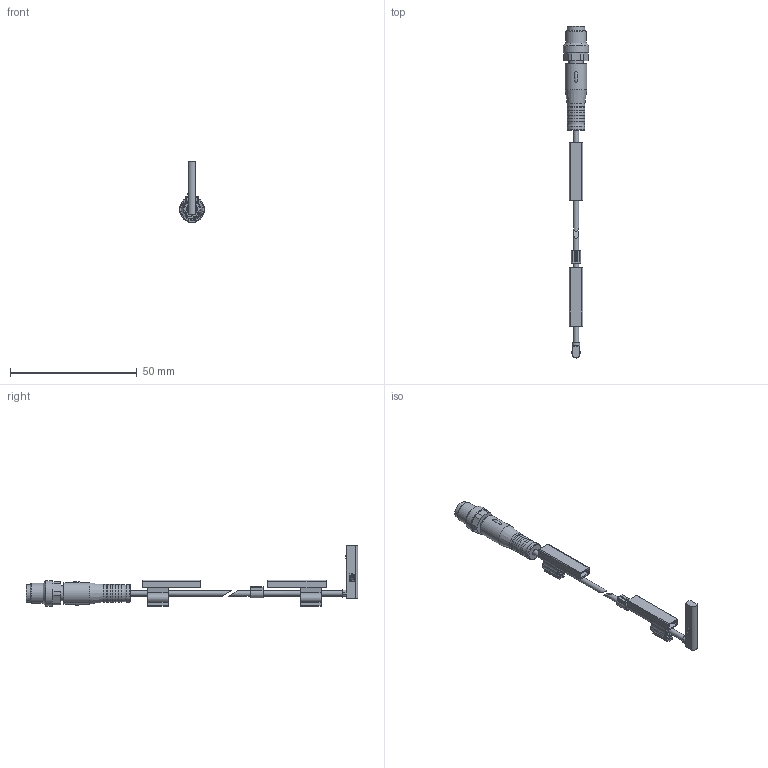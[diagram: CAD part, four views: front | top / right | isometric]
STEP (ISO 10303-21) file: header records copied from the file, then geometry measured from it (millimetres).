
FILE_DESCRIPTION(/* description */ ('STEP AP214'),/* implementation_level */ '2;1');
FILE_NAME(/* name */ '551376_SMT-10M-PS-24V-E-03-Q-M8D',/* time_stamp */ '2024-09-10T15:00:15+02:00',/* author */ ('License CC BY-ND 4.0'),/* organization */ ('CADENAS'),/* preprocessor_version */ 'ST-DEVELOPER v19.3',/* originating_system */ 'PARTsolutions',/* authorisation */ ' ');
FILE_SCHEMA (('AUTOMOTIVE_DESIGN {1 0 10303 214 3 1 1}'));
Length unit declared in the file: millimetre
Products named in the file (5): 551376 SMT-10M-PS-24V-E-0,3-Q-M8D; 551376 SMT-10M-PS-24V-E-0.3-Q-M8D; 1247168 ASCF-M-23-S DM 2.1-3.4; 534255 SMBK-10; SMT-10M-M8D
Assembly tree (5 placements, depth 2):
  551376 SMT-10M-PS-24V-E-0,3-Q-M8D
    551376 SMT-10M-PS-24V-E-0.3-Q-M8D
    1247168 ASCF-M-23-S DM 2.1-3.4  x2
    534255 SMBK-10
    SMT-10M-M8D
Bounding box: 10 x 131.1 x 23.99 mm (x, y, z)
Volume: 3140.5 mm3; surface area: 4651.6 mm2
Topology: 5 solids, 5 shells, 306 faces, 779 edges, 509 vertices
Faces by surface type: plane 182, cylinder 108, cone 9, torus 7
Full cylindrical faces by diameter (mm): 1 x3, 1.43 x1, 1.8 x1, 2.15 x2, 5.8 x1, 5.9 x1, 6.9 x1, 7 x5, 8 x1, 8.5 x1, 10 x1
Entity records: 7870 total; most frequent: CARTESIAN_POINT 1230, DIRECTION 1194, ORIENTED_EDGE 1080, EDGE_CURVE 540, AXIS2_PLACEMENT_3D 426, VERTEX_POINT 368, LINE 342, VECTOR 342
